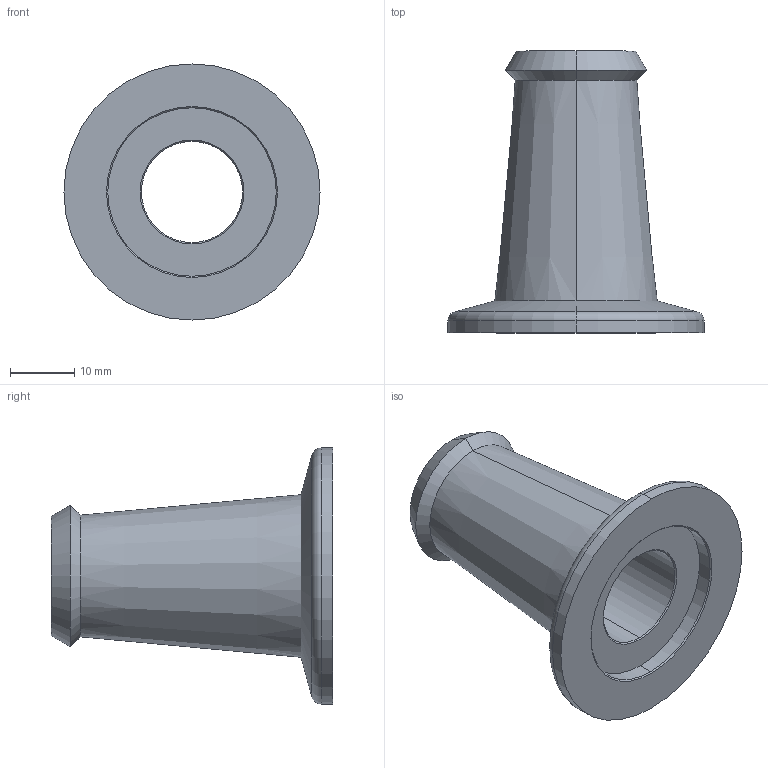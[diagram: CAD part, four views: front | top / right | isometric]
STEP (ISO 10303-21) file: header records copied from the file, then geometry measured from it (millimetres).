
FILE_DESCRIPTION (( 'STEP AP214' ), '1' );
FILE_NAME ('Hositrad_KF25-HAR19.STEP', '2011-09-29T13:08:10', ( '' ), ( '' ), 'SwSTEP 2.0', 'SolidWorks 2011', '' );
FILE_SCHEMA (( 'AUTOMOTIVE_DESIGN' ));
Length unit declared in the file: millimetre
Products named in the file (1): Hositrad_KF25-HAR19
Bounding box: 40 x 44 x 40 mm (x, y, z)
Volume: 10850 mm3; surface area: 7277.6 mm2
Topology: 1 solids, 1 shells, 23 faces, 46 edges, 26 vertices
Faces by surface type: cone 12, cylinder 6, plane 3, torus 2
Entity records: 634 total; most frequent: DIRECTION 122, CARTESIAN_POINT 96, ORIENTED_EDGE 92, AXIS2_PLACEMENT_3D 52, EDGE_CURVE 46, CIRCLE 28, EDGE_LOOP 26, VERTEX_POINT 26
